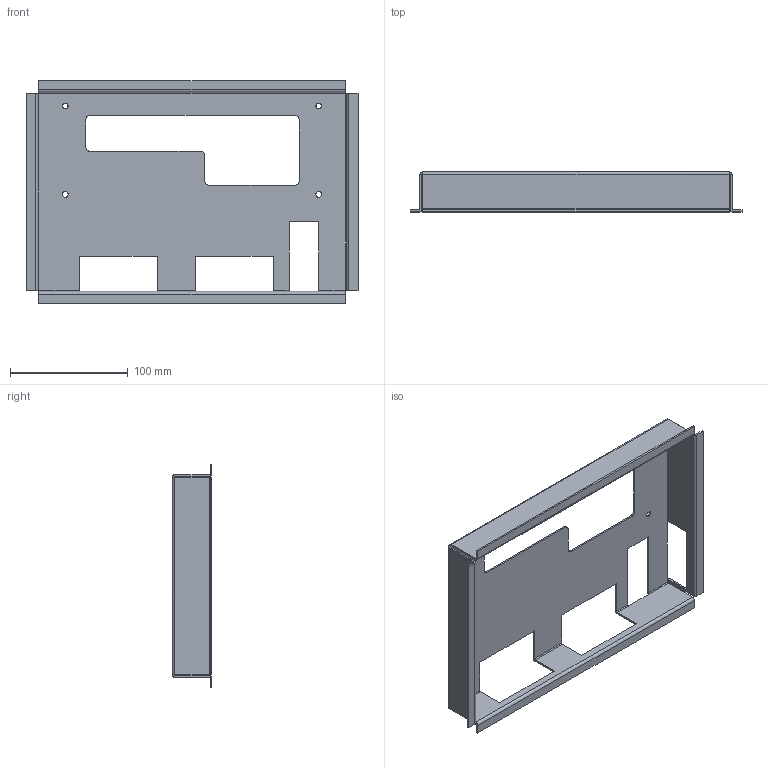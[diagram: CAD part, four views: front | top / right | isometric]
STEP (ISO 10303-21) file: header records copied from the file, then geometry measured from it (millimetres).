
FILE_DESCRIPTION (( 'STEP AP203' ), '1' );
FILE_NAME ('78051622-780001277.STEP', '2018-03-16T20:00:19', ( '' ), ( '' ), 'SwSTEP 2.0', 'SolidWorks 2016', '' );
FILE_SCHEMA (( 'CONFIG_CONTROL_DESIGN' ));
Length unit declared in the file: millimetre
Products named in the file (2): 78051622-780001277
Bounding box: 281.76 x 33.75 x 188.76 mm (x, y, z)
Volume: 92792.4 mm3; surface area: 126042.2 mm2
Topology: 1 solids, 1 shells, 114 faces, 288 edges, 168 vertices
Faces by surface type: plane 68, cylinder 38, bspline 8
Entity records: 3875 total; most frequent: CARTESIAN_POINT 996, ORIENTED_EDGE 576, DIRECTION 548, EDGE_CURVE 288, LINE 212, VECTOR 212, VERTEX_POINT 168, AXIS2_PLACEMENT_3D 168
